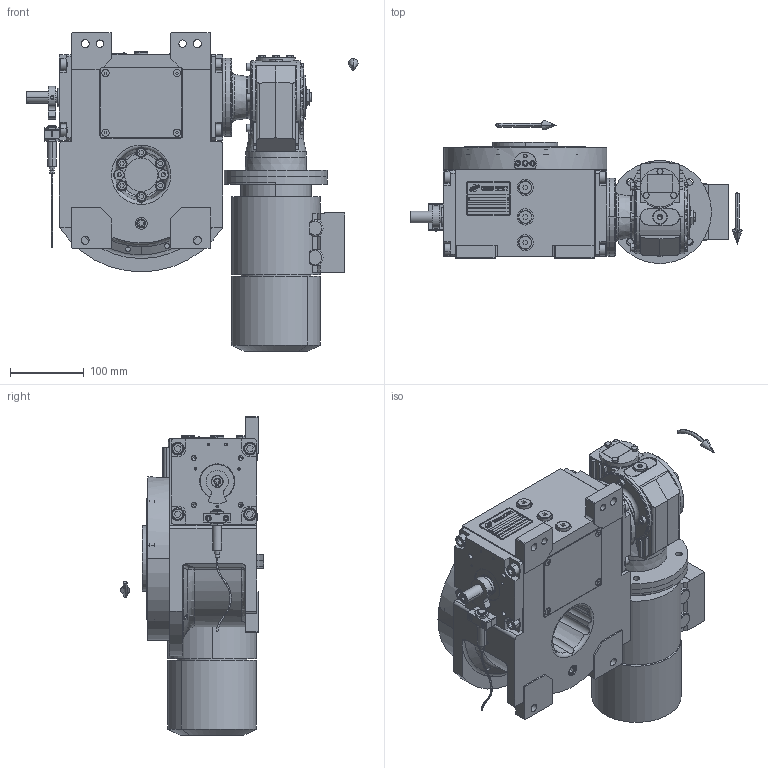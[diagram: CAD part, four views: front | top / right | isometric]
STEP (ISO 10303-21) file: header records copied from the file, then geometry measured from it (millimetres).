
FILE_DESCRIPTION (( 'STEP AP203' ), '1' );
FILE_NAME ('PC5200472.step', '2024-07-04T11:12:06', ( '' ), ( '' ), 'SwSTEP 2.0', 'SolidWorks 2020', '' );
FILE_SCHEMA (( 'CONFIG_CONTROL_DESIGN' ));
Length unit declared in the file: millimetre
Products named in the file (86): cfn2107_01_001; AS_rig06_015; cfn2000_01_103; rig06_004_s_001; cfn2010_01_015.prt; rig06_003_8; cfn2128_04_004; CFN2356_03_047.stp; AS_rig06_071_8_m; cfn2003_01_054; 900_38_30_003; olio_agip_blasia_150; cfn2151_01_290; cfn2155_01_056; CFN2010_01_012.stp; cfn2104_01_016; AS_cfn2476_01_002_60x46; AS_900_38_30_003; cfn2476_01_002_60x46; AS_900_38_11_019; cfn2155_01_303; rig06_005_n_01; 9004_2512; cfn2000_01_124; cfn2000_01_126; CFN2223_01-570X6-B.stp; cfn2077_01_018; CFN2010_02_002.stp; CFN2000_01_185.stp; cfn2128_19_002; CBF40_F1_LCB_DX_63B5; cfn2115_02_182; cfn2151_01_109; cfn2073_01_012; cfn2070_05_005; rig06_004; cfn2000_01_161; rig06_002_bl_003; cfn2276_01_074; freccia_angolare ...
Assembly tree (80 placements, depth 5):
  CFN2356_03_047.stp
  olio_agip_blasia_150
  cfn2151_01_290
  CFN2010_01_012.stp
  CFN2223_01-570X6-B.stp
Bounding box: 451 x 194.5 x 432.99 mm (x, y, z)
Volume: 6459784.8 mm3; surface area: 1071972.4 mm2
Topology: 70 solids, 79 shells, 3151 faces, 7871 edges, 5049 vertices
Faces by surface type: plane 1518, cylinder 1058, cone 462, torus 99, bspline 8, sphere 6
Entity records: 107937 total; most frequent: CARTESIAN_POINT 25725, DIRECTION 15586, ORIENTED_EDGE 14898, EDGE_CURVE 7451, AXIS2_PLACEMENT_3D 5627, VERTEX_POINT 4844, VECTOR 4332, LINE 4332
